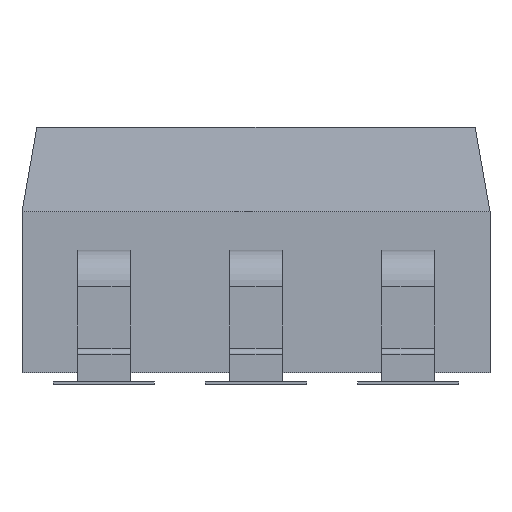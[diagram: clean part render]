
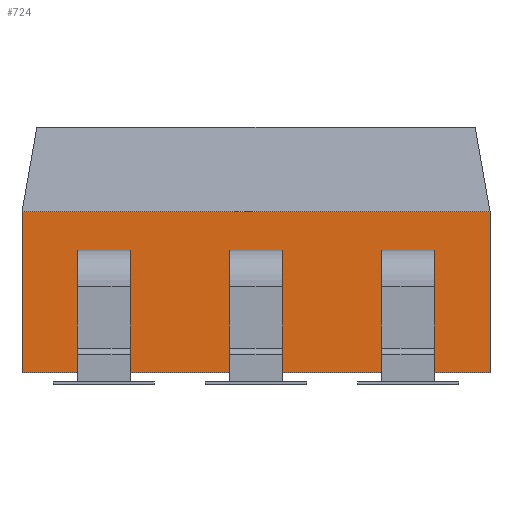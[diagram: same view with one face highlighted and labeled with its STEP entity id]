
A CAD part, front view. The second image highlights one B-rep face of the part: STEP entity #724.
In plain terms, the highlighted planar face has unit normal (0, -1, 0).
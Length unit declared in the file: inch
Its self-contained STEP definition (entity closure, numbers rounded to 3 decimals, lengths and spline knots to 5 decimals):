
#14 = EDGE_CURVE ( 'NONE', #735, #932, #2000, .T. ) ;
#19 = VECTOR ( 'NONE', #602, 39.37008 ) ;
#42 = VECTOR ( 'NONE', #2364, 39.37008 ) ;
#151 = ORIENTED_EDGE ( 'NONE', *, *, #968, .T. ) ;
#201 = EDGE_CURVE ( 'NONE', #1358, #735, #3041, .T. ) ;
#216 = LINE ( 'NONE', #490, #1611 ) ;
#225 = CARTESIAN_POINT ( 'NONE',  ( 0.00443, -0.02461, 0.02565 ) ) ;
#263 = FACE_BOUND ( 'NONE', #2897, .T. ) ;
#302 = DIRECTION ( 'NONE',  ( 1., 0., 0. ) ) ;
#314 = DIRECTION ( 'NONE',  ( 0., 0., 1. ) ) ;
#331 = CARTESIAN_POINT ( 'NONE',  ( -0.03937, -0.02461, 0.005 ) ) ;
#375 = CARTESIAN_POINT ( 'NONE',  ( 0.02116, -0.02461, 0.02054 ) ) ;
#396 = EDGE_LOOP ( 'NONE', ( #2877, #2960, #2696, #1989 ) ) ;
#400 = ORIENTED_EDGE ( 'NONE', *, *, #682, .F. ) ;
#422 = ORIENTED_EDGE ( 'NONE', *, *, #1036, .F. ) ;
#443 = CARTESIAN_POINT ( 'NONE',  ( -0.03002, -0.02461, 0.02054 ) ) ;
#460 = CARTESIAN_POINT ( 'NONE',  ( 0.03002, -0.02461, 0.02565 ) ) ;
#490 = CARTESIAN_POINT ( 'NONE',  ( 0.00443, -0.02461, 0.02054 ) ) ;
#520 = VECTOR ( 'NONE', #664, 39.37008 ) ;
#522 = LINE ( 'NONE', #753, #2443 ) ;
#550 = LINE ( 'NONE', #843, #1816 ) ;
#560 = CARTESIAN_POINT ( 'NONE',  ( 0.00443, -0.02461, 0.02054 ) ) ;
#602 = DIRECTION ( 'NONE',  ( 0., 0., 1. ) ) ;
#605 = ORIENTED_EDGE ( 'NONE', *, *, #2691, .F. ) ;
#606 = EDGE_CURVE ( 'NONE', #2641, #2719, #876, .T. ) ;
#617 = VERTEX_POINT ( 'NONE', #1621 ) ;
#645 = LINE ( 'NONE', #443, #1208 ) ;
#664 = DIRECTION ( 'NONE',  ( 1., 0., 0. ) ) ;
#682 = EDGE_CURVE ( 'NONE', #757, #857, #3053, .T. ) ;
#724 = ADVANCED_FACE ( 'NONE', ( #748, #734, #263, #2687 ), #2900, .T. ) ;
#729 = CARTESIAN_POINT ( 'NONE',  ( -0.03937, -0.02461, 0.03213 ) ) ;
#733 = CARTESIAN_POINT ( 'NONE',  ( -0.00443, -0.02461, 0.02565 ) ) ;
#734 = FACE_BOUND ( 'NONE', #1366, .T. ) ;
#735 = VERTEX_POINT ( 'NONE', #1693 ) ;
#748 = FACE_OUTER_BOUND ( 'NONE', #1273, .T. ) ;
#753 = CARTESIAN_POINT ( 'NONE',  ( -0.00443, -0.02461, 0.02054 ) ) ;
#757 = VERTEX_POINT ( 'NONE', #1679 ) ;
#786 = CARTESIAN_POINT ( 'NONE',  ( -0.02116, -0.02461, 0.02565 ) ) ;
#812 = CARTESIAN_POINT ( 'NONE',  ( -0.03002, -0.02461, 0.02054 ) ) ;
#839 = VECTOR ( 'NONE', #1323, 39.37008 ) ;
#843 = CARTESIAN_POINT ( 'NONE',  ( -0.03002, -0.02461, 0.02565 ) ) ;
#848 = CARTESIAN_POINT ( 'NONE',  ( -0.03002, -0.02461, 0.02054 ) ) ;
#857 = VERTEX_POINT ( 'NONE', #560 ) ;
#868 = VECTOR ( 'NONE', #1097, 39.37008 ) ;
#876 = LINE ( 'NONE', #1820, #2132 ) ;
#910 = ORIENTED_EDGE ( 'NONE', *, *, #2102, .T. ) ;
#930 = ORIENTED_EDGE ( 'NONE', *, *, #14, .F. ) ;
#932 = VERTEX_POINT ( 'NONE', #786 ) ;
#934 = LINE ( 'NONE', #733, #1616 ) ;
#968 = EDGE_CURVE ( 'NONE', #757, #2815, #522, .T. ) ;
#991 = DIRECTION ( 'NONE',  ( 0., 0., 1. ) ) ;
#1031 = VERTEX_POINT ( 'NONE', #2909 ) ;
#1036 = EDGE_CURVE ( 'NONE', #2492, #1031, #1487, .T. ) ;
#1097 = DIRECTION ( 'NONE',  ( 1., 0., 0. ) ) ;
#1133 = ORIENTED_EDGE ( 'NONE', *, *, #2328, .T. ) ;
#1141 = DIRECTION ( 'NONE',  ( 0., 0., 1. ) ) ;
#1149 = DIRECTION ( 'NONE',  ( 0., 0., 1. ) ) ;
#1184 = AXIS2_PLACEMENT_3D ( 'NONE', #2624, #2869, #2927 ) ;
#1193 = LINE ( 'NONE', #1489, #2213 ) ;
#1208 = VECTOR ( 'NONE', #2355, 39.37008 ) ;
#1273 = EDGE_LOOP ( 'NONE', ( #422, #1647, #1133, #2776 ) ) ;
#1305 = CARTESIAN_POINT ( 'NONE',  ( -0.03002, -0.02461, 0.02565 ) ) ;
#1313 = LINE ( 'NONE', #2732, #868 ) ;
#1317 = ORIENTED_EDGE ( 'NONE', *, *, #1329, .T. ) ;
#1323 = DIRECTION ( 'NONE',  ( 1., 0., 0. ) ) ;
#1329 = EDGE_CURVE ( 'NONE', #2621, #932, #550, .T. ) ;
#1358 = VERTEX_POINT ( 'NONE', #812 ) ;
#1363 = CARTESIAN_POINT ( 'NONE',  ( -0.03937, -0.02461, 0.005 ) ) ;
#1366 = EDGE_LOOP ( 'NONE', ( #910, #1317, #930, #2146 ) ) ;
#1385 = CARTESIAN_POINT ( 'NONE',  ( 0.03937, -0.02461, 0.005 ) ) ;
#1487 = LINE ( 'NONE', #1502, #2275 ) ;
#1489 = CARTESIAN_POINT ( 'NONE',  ( 0.02116, -0.02461, 0.02054 ) ) ;
#1502 = CARTESIAN_POINT ( 'NONE',  ( -0.03937, -0.02461, 0.03213 ) ) ;
#1572 = EDGE_CURVE ( 'NONE', #2476, #1031, #2594, .T. ) ;
#1611 = VECTOR ( 'NONE', #1141, 39.37008 ) ;
#1616 = VECTOR ( 'NONE', #1883, 39.37008 ) ;
#1621 = CARTESIAN_POINT ( 'NONE',  ( 0.02116, -0.02461, 0.02565 ) ) ;
#1647 = ORIENTED_EDGE ( 'NONE', *, *, #1914, .F. ) ;
#1651 = EDGE_CURVE ( 'NONE', #2815, #2278, #934, .T. ) ;
#1679 = CARTESIAN_POINT ( 'NONE',  ( -0.00443, -0.02461, 0.02054 ) ) ;
#1693 = CARTESIAN_POINT ( 'NONE',  ( -0.02116, -0.02461, 0.02054 ) ) ;
#1757 = CARTESIAN_POINT ( 'NONE',  ( -0.00443, -0.02461, 0.02565 ) ) ;
#1814 = LINE ( 'NONE', #1363, #520 ) ;
#1816 = VECTOR ( 'NONE', #2261, 39.37008 ) ;
#1820 = CARTESIAN_POINT ( 'NONE',  ( 0.02116, -0.02461, 0.02054 ) ) ;
#1843 = EDGE_CURVE ( 'NONE', #2719, #2042, #1904, .T. ) ;
#1849 = VERTEX_POINT ( 'NONE', #2202 ) ;
#1883 = DIRECTION ( 'NONE',  ( 1., 0., 0. ) ) ;
#1904 = LINE ( 'NONE', #2191, #2005 ) ;
#1914 = EDGE_CURVE ( 'NONE', #1849, #2492, #2790, .T. ) ;
#1962 = VECTOR ( 'NONE', #1149, 39.37008 ) ;
#1989 = ORIENTED_EDGE ( 'NONE', *, *, #606, .F. ) ;
#1999 = CARTESIAN_POINT ( 'NONE',  ( 0.03937, -0.02461, 0.005 ) ) ;
#2000 = LINE ( 'NONE', #2464, #2864 ) ;
#2005 = VECTOR ( 'NONE', #991, 39.37008 ) ;
#2042 = VERTEX_POINT ( 'NONE', #460 ) ;
#2057 = DIRECTION ( 'NONE',  ( 1., 0., 0. ) ) ;
#2102 = EDGE_CURVE ( 'NONE', #1358, #2621, #645, .T. ) ;
#2132 = VECTOR ( 'NONE', #2057, 39.37008 ) ;
#2146 = ORIENTED_EDGE ( 'NONE', *, *, #201, .F. ) ;
#2191 = CARTESIAN_POINT ( 'NONE',  ( 0.03002, -0.02461, 0.02054 ) ) ;
#2202 = CARTESIAN_POINT ( 'NONE',  ( -0.03937, -0.02461, 0.005 ) ) ;
#2213 = VECTOR ( 'NONE', #2667, 39.37008 ) ;
#2261 = DIRECTION ( 'NONE',  ( 1., 0., 0. ) ) ;
#2275 = VECTOR ( 'NONE', #302, 39.37008 ) ;
#2278 = VERTEX_POINT ( 'NONE', #225 ) ;
#2328 = EDGE_CURVE ( 'NONE', #1849, #2476, #1814, .T. ) ;
#2334 = CARTESIAN_POINT ( 'NONE',  ( -0.00443, -0.02461, 0.02054 ) ) ;
#2355 = DIRECTION ( 'NONE',  ( 0., 0., 1. ) ) ;
#2364 = DIRECTION ( 'NONE',  ( 1., 0., 0. ) ) ;
#2400 = CARTESIAN_POINT ( 'NONE',  ( 0.03002, -0.02461, 0.02054 ) ) ;
#2443 = VECTOR ( 'NONE', #314, 39.37008 ) ;
#2464 = CARTESIAN_POINT ( 'NONE',  ( -0.02116, -0.02461, 0.02054 ) ) ;
#2476 = VERTEX_POINT ( 'NONE', #1999 ) ;
#2492 = VERTEX_POINT ( 'NONE', #729 ) ;
#2512 = DIRECTION ( 'NONE',  ( 0., 0., 1. ) ) ;
#2515 = ORIENTED_EDGE ( 'NONE', *, *, #1651, .T. ) ;
#2594 = LINE ( 'NONE', #1385, #1962 ) ;
#2621 = VERTEX_POINT ( 'NONE', #1305 ) ;
#2624 = CARTESIAN_POINT ( 'NONE',  ( -0.03937, -0.02461, 0.003 ) ) ;
#2641 = VERTEX_POINT ( 'NONE', #375 ) ;
#2667 = DIRECTION ( 'NONE',  ( 0., 0., 1. ) ) ;
#2687 = FACE_BOUND ( 'NONE', #396, .T. ) ;
#2691 = EDGE_CURVE ( 'NONE', #857, #2278, #216, .T. ) ;
#2696 = ORIENTED_EDGE ( 'NONE', *, *, #1843, .F. ) ;
#2719 = VERTEX_POINT ( 'NONE', #2400 ) ;
#2732 = CARTESIAN_POINT ( 'NONE',  ( 0.02116, -0.02461, 0.02565 ) ) ;
#2776 = ORIENTED_EDGE ( 'NONE', *, *, #1572, .T. ) ;
#2790 = LINE ( 'NONE', #331, #19 ) ;
#2815 = VERTEX_POINT ( 'NONE', #1757 ) ;
#2864 = VECTOR ( 'NONE', #2512, 39.37008 ) ;
#2869 = DIRECTION ( 'NONE',  ( 0., -1., 0. ) ) ;
#2877 = ORIENTED_EDGE ( 'NONE', *, *, #3000, .T. ) ;
#2897 = EDGE_LOOP ( 'NONE', ( #151, #2515, #605, #400 ) ) ;
#2900 = PLANE ( 'NONE',  #1184 ) ;
#2909 = CARTESIAN_POINT ( 'NONE',  ( 0.03937, -0.02461, 0.03213 ) ) ;
#2927 = DIRECTION ( 'NONE',  ( 0., 0., -1. ) ) ;
#2960 = ORIENTED_EDGE ( 'NONE', *, *, #3089, .T. ) ;
#3000 = EDGE_CURVE ( 'NONE', #2641, #617, #1193, .T. ) ;
#3041 = LINE ( 'NONE', #848, #839 ) ;
#3053 = LINE ( 'NONE', #2334, #42 ) ;
#3089 = EDGE_CURVE ( 'NONE', #617, #2042, #1313, .T. ) ;
